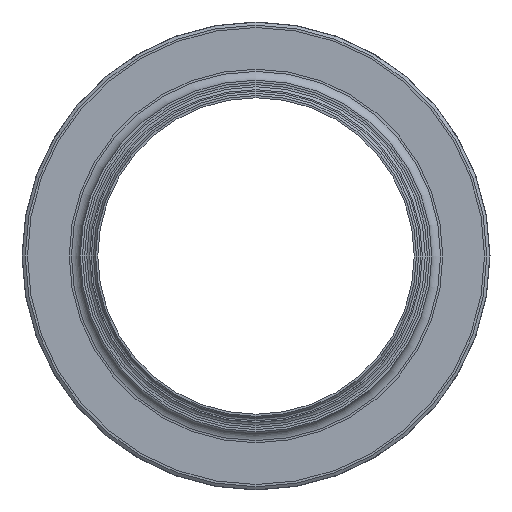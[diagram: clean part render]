
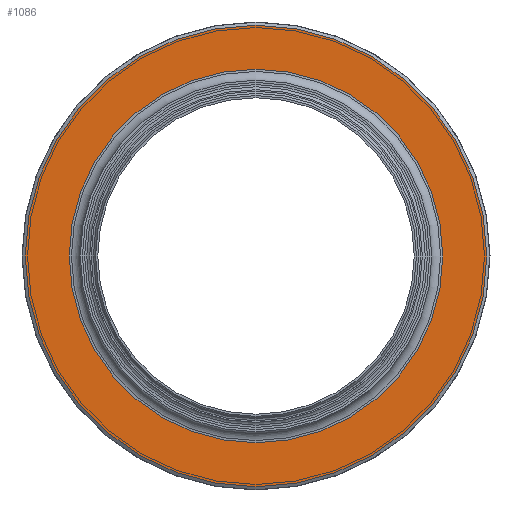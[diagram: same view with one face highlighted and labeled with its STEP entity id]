
A CAD part, left-side view. The second image highlights one B-rep face of the part: STEP entity #1086.
In plain terms, the highlighted planar face has unit normal (-1, 0, 0).
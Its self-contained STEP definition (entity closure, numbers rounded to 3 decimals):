
#1086=ADVANCED_FACE('',(#4108,#4109),#4110,.T.);
#4108=FACE_OUTER_BOUND('',#7153,.T.);
#4109=FACE_BOUND('',#7154,.T.);
#4110=PLANE('',#7155);
#7153=EDGE_LOOP('',(#12204));
#7154=EDGE_LOOP('',(#12205));
#7155=AXIS2_PLACEMENT_3D('',#12206,#12207,#12208);
#12204=ORIENTED_EDGE('',*,*,#13268,.F.);
#12205=ORIENTED_EDGE('',*,*,#13267,.T.);
#12206=CARTESIAN_POINT('',(482.508,-60.754,0.0));
#12207=DIRECTION('',(-1.0,0.0,0.0));
#12208=DIRECTION('',(0.0,-1.0,0.0));
#13267=EDGE_CURVE('',#15285,#15285,#15286,.T.);
#13268=EDGE_CURVE('',#15287,#15287,#15288,.T.);
#15285=VERTEX_POINT('',#17315);
#15286=CIRCLE('',#17316,85.0);
#15287=VERTEX_POINT('',#17317);
#15288=CIRCLE('',#17318,105.0);
#17315=CARTESIAN_POINT('',(482.508,-70.754,0.0));
#17316=AXIS2_PLACEMENT_3D('',#20348,#20349,#20350);
#17317=CARTESIAN_POINT('',(482.508,-50.754,0.0));
#17318=AXIS2_PLACEMENT_3D('',#20351,#20352,#20353);
#20348=CARTESIAN_POINT('',(482.508,-155.754,0.0));
#20349=DIRECTION('',(1.0,0.0,0.0));
#20350=DIRECTION('',(0.0,1.0,0.0));
#20351=CARTESIAN_POINT('',(482.508,-155.754,0.0));
#20352=DIRECTION('',(1.0,0.0,0.0));
#20353=DIRECTION('',(0.0,1.0,0.0));
